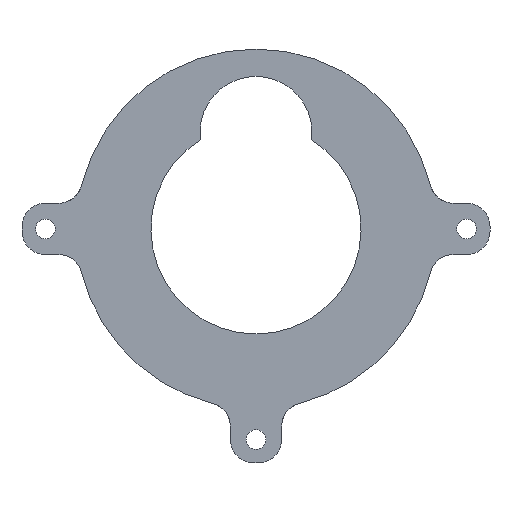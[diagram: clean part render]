
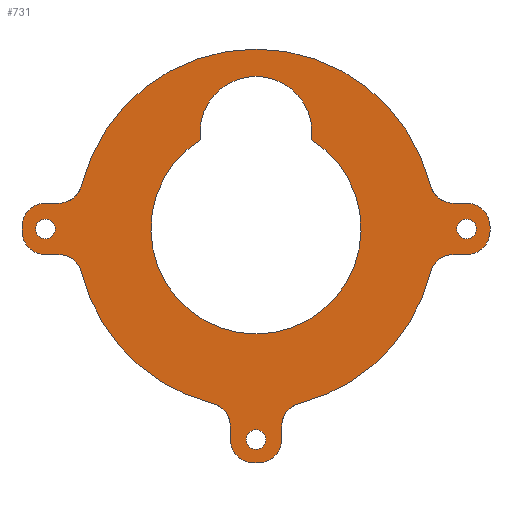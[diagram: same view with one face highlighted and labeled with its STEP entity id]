
A CAD part, front view. The second image highlights one B-rep face of the part: STEP entity #731.
In plain terms, the highlighted planar face has unit normal (0, -1, 0).
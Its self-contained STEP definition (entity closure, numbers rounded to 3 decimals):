
#23=FACE_BOUND('',#122,.T.);
#24=FACE_BOUND('',#123,.T.);
#25=FACE_BOUND('',#124,.T.);
#26=FACE_BOUND('',#125,.T.);
#43=PLANE('',#829);
#80=FACE_OUTER_BOUND('',#121,.T.);
#121=EDGE_LOOP('',(#646,#647,#648,#649,#650,#651,#652,#653,#654,#655,#656,
#657,#658,#659,#660,#661,#662,#663,#664,#665,#666,#667,#668,#669));
#122=EDGE_LOOP('',(#670));
#123=EDGE_LOOP('',(#671));
#124=EDGE_LOOP('',(#672));
#125=EDGE_LOOP('',(#673,#674));
#133=LINE('',#1098,#192);
#142=LINE('',#1133,#201);
#150=LINE('',#1165,#209);
#157=LINE('',#1186,#216);
#164=LINE('',#1206,#223);
#171=LINE('',#1232,#230);
#182=LINE('',#1270,#241);
#183=LINE('',#1272,#242);
#184=LINE('',#1274,#243);
#192=VECTOR('',#866,10.);
#201=VECTOR('',#899,10.);
#209=VECTOR('',#931,10.);
#216=VECTOR('',#952,10.);
#223=VECTOR('',#971,10.);
#230=VECTOR('',#1002,10.);
#241=VECTOR('',#1051,10.);
#242=VECTOR('',#1054,10.);
#243=VECTOR('',#1057,10.);
#246=CIRCLE('',#750,5.);
#247=CIRCLE('',#752,38.5);
#250=CIRCLE('',#756,5.);
#254=CIRCLE('',#762,5.);
#256=CIRCLE('',#765,38.5);
#258=CIRCLE('',#768,5.);
#262=CIRCLE('',#774,5.);
#264=CIRCLE('',#777,38.5);
#266=CIRCLE('',#780,5.);
#269=CIRCLE('',#785,5.);
#272=CIRCLE('',#791,5.);
#274=CIRCLE('',#794,5.);
#277=CIRCLE('',#800,5.);
#279=CIRCLE('',#803,5.);
#282=CIRCLE('',#809,5.);
#283=CIRCLE('',#811,2.1);
#284=CIRCLE('',#813,2.1);
#285=CIRCLE('',#815,2.1);
#288=CIRCLE('',#823,22.5);
#289=CIRCLE('',#825,12.);
#294=VERTEX_POINT('',#1072);
#295=VERTEX_POINT('',#1074);
#296=VERTEX_POINT('',#1078);
#300=VERTEX_POINT('',#1087);
#301=VERTEX_POINT('',#1089);
#304=VERTEX_POINT('',#1097);
#310=VERTEX_POINT('',#1110);
#311=VERTEX_POINT('',#1112);
#314=VERTEX_POINT('',#1122);
#315=VERTEX_POINT('',#1124);
#318=VERTEX_POINT('',#1132);
#324=VERTEX_POINT('',#1145);
#325=VERTEX_POINT('',#1147);
#327=VERTEX_POINT('',#1156);
#330=VERTEX_POINT('',#1164);
#333=VERTEX_POINT('',#1172);
#337=VERTEX_POINT('',#1185);
#338=VERTEX_POINT('',#1189);
#341=VERTEX_POINT('',#1196);
#342=VERTEX_POINT('',#1198);
#344=VERTEX_POINT('',#1204);
#347=VERTEX_POINT('',#1218);
#351=VERTEX_POINT('',#1231);
#352=VERTEX_POINT('',#1235);
#353=VERTEX_POINT('',#1239);
#354=VERTEX_POINT('',#1243);
#355=VERTEX_POINT('',#1247);
#358=VERTEX_POINT('',#1262);
#359=VERTEX_POINT('',#1263);
#364=EDGE_CURVE('',#294,#295,#246,.T.);
#366=EDGE_CURVE('',#295,#296,#247,.T.);
#371=EDGE_CURVE('',#300,#301,#250,.T.);
#375=EDGE_CURVE('',#301,#304,#133,.T.);
#382=EDGE_CURVE('',#310,#311,#254,.T.);
#385=EDGE_CURVE('',#311,#300,#256,.T.);
#388=EDGE_CURVE('',#314,#315,#258,.T.);
#392=EDGE_CURVE('',#318,#315,#142,.T.);
#399=EDGE_CURVE('',#324,#325,#262,.T.);
#402=EDGE_CURVE('',#325,#314,#264,.T.);
#404=EDGE_CURVE('',#296,#327,#266,.T.);
#408=EDGE_CURVE('',#330,#327,#150,.T.);
#412=EDGE_CURVE('',#330,#333,#269,.T.);
#419=EDGE_CURVE('',#337,#333,#157,.T.);
#421=EDGE_CURVE('',#337,#338,#272,.T.);
#425=EDGE_CURVE('',#341,#342,#274,.T.);
#429=EDGE_CURVE('',#344,#341,#164,.T.);
#434=EDGE_CURVE('',#304,#344,#277,.T.);
#436=EDGE_CURVE('',#318,#347,#279,.T.);
#443=EDGE_CURVE('',#351,#347,#171,.T.);
#445=EDGE_CURVE('',#351,#352,#282,.T.);
#448=EDGE_CURVE('',#353,#353,#283,.T.);
#450=EDGE_CURVE('',#354,#354,#284,.T.);
#452=EDGE_CURVE('',#355,#355,#285,.T.);
#458=EDGE_CURVE('',#358,#359,#288,.T.);
#461=EDGE_CURVE('',#359,#358,#289,.T.);
#462=EDGE_CURVE('',#310,#352,#182,.T.);
#463=EDGE_CURVE('',#324,#338,#183,.T.);
#464=EDGE_CURVE('',#342,#294,#184,.T.);
#646=ORIENTED_EDGE('',*,*,#412,.F.);
#647=ORIENTED_EDGE('',*,*,#408,.T.);
#648=ORIENTED_EDGE('',*,*,#404,.F.);
#649=ORIENTED_EDGE('',*,*,#366,.F.);
#650=ORIENTED_EDGE('',*,*,#364,.F.);
#651=ORIENTED_EDGE('',*,*,#464,.F.);
#652=ORIENTED_EDGE('',*,*,#425,.F.);
#653=ORIENTED_EDGE('',*,*,#429,.F.);
#654=ORIENTED_EDGE('',*,*,#434,.F.);
#655=ORIENTED_EDGE('',*,*,#375,.F.);
#656=ORIENTED_EDGE('',*,*,#371,.F.);
#657=ORIENTED_EDGE('',*,*,#385,.F.);
#658=ORIENTED_EDGE('',*,*,#382,.F.);
#659=ORIENTED_EDGE('',*,*,#462,.T.);
#660=ORIENTED_EDGE('',*,*,#445,.F.);
#661=ORIENTED_EDGE('',*,*,#443,.T.);
#662=ORIENTED_EDGE('',*,*,#436,.F.);
#663=ORIENTED_EDGE('',*,*,#392,.T.);
#664=ORIENTED_EDGE('',*,*,#388,.F.);
#665=ORIENTED_EDGE('',*,*,#402,.F.);
#666=ORIENTED_EDGE('',*,*,#399,.F.);
#667=ORIENTED_EDGE('',*,*,#463,.T.);
#668=ORIENTED_EDGE('',*,*,#421,.F.);
#669=ORIENTED_EDGE('',*,*,#419,.T.);
#670=ORIENTED_EDGE('',*,*,#448,.T.);
#671=ORIENTED_EDGE('',*,*,#450,.T.);
#672=ORIENTED_EDGE('',*,*,#452,.T.);
#673=ORIENTED_EDGE('',*,*,#461,.F.);
#674=ORIENTED_EDGE('',*,*,#458,.F.);
#731=ADVANCED_FACE('',(#80,#23,#24,#25,#26),#43,.F.);
#750=AXIS2_PLACEMENT_3D('',#1075,#843,#844);
#752=AXIS2_PLACEMENT_3D('',#1079,#848,#849);
#756=AXIS2_PLACEMENT_3D('',#1090,#858,#859);
#762=AXIS2_PLACEMENT_3D('',#1113,#877,#878);
#765=AXIS2_PLACEMENT_3D('',#1117,#884,#885);
#768=AXIS2_PLACEMENT_3D('',#1125,#891,#892);
#774=AXIS2_PLACEMENT_3D('',#1148,#910,#911);
#777=AXIS2_PLACEMENT_3D('',#1152,#917,#918);
#780=AXIS2_PLACEMENT_3D('',#1157,#923,#924);
#785=AXIS2_PLACEMENT_3D('',#1173,#938,#939);
#791=AXIS2_PLACEMENT_3D('',#1190,#956,#957);
#794=AXIS2_PLACEMENT_3D('',#1199,#964,#965);
#800=AXIS2_PLACEMENT_3D('',#1214,#982,#983);
#803=AXIS2_PLACEMENT_3D('',#1219,#988,#989);
#809=AXIS2_PLACEMENT_3D('',#1236,#1006,#1007);
#811=AXIS2_PLACEMENT_3D('',#1241,#1012,#1013);
#813=AXIS2_PLACEMENT_3D('',#1245,#1017,#1018);
#815=AXIS2_PLACEMENT_3D('',#1249,#1022,#1023);
#823=AXIS2_PLACEMENT_3D('',#1264,#1041,#1042);
#825=AXIS2_PLACEMENT_3D('',#1268,#1047,#1048);
#829=AXIS2_PLACEMENT_3D('',#1275,#1058,#1059);
#843=DIRECTION('center_axis',(0.,-1.,0.));
#844=DIRECTION('ref_axis',(0.616,0.,-0.788));
#848=DIRECTION('center_axis',(0.,1.,0.));
#849=DIRECTION('ref_axis',(1.,0.,0.));
#858=DIRECTION('center_axis',(0.,-1.,0.));
#859=DIRECTION('ref_axis',(0.616,0.,0.788));
#866=DIRECTION('',(-1.,0.,0.));
#877=DIRECTION('center_axis',(0.,-1.,0.));
#878=DIRECTION('ref_axis',(0.788,0.,0.616));
#884=DIRECTION('center_axis',(0.,1.,0.));
#885=DIRECTION('ref_axis',(1.,0.,0.));
#891=DIRECTION('center_axis',(0.,-1.,0.));
#892=DIRECTION('ref_axis',(-0.788,0.,0.616));
#899=DIRECTION('',(0.,0.,1.));
#910=DIRECTION('center_axis',(0.,-1.,0.));
#911=DIRECTION('ref_axis',(-0.616,0.,0.788));
#917=DIRECTION('center_axis',(0.,1.,0.));
#918=DIRECTION('ref_axis',(1.,0.,0.));
#923=DIRECTION('center_axis',(0.,-1.,0.));
#924=DIRECTION('ref_axis',(-0.616,0.,-0.788));
#931=DIRECTION('',(-1.,0.,0.));
#938=DIRECTION('center_axis',(0.,1.,0.));
#939=DIRECTION('ref_axis',(0.707,0.,0.707));
#952=DIRECTION('',(0.,0.,1.));
#956=DIRECTION('center_axis',(0.,1.,0.));
#957=DIRECTION('ref_axis',(0.707,0.,-0.707));
#964=DIRECTION('center_axis',(0.,1.,0.));
#965=DIRECTION('ref_axis',(-0.707,0.,0.707));
#971=DIRECTION('',(0.,0.,1.));
#982=DIRECTION('center_axis',(0.,1.,0.));
#983=DIRECTION('ref_axis',(-0.707,0.,-0.707));
#988=DIRECTION('center_axis',(0.,1.,0.));
#989=DIRECTION('ref_axis',(0.707,0.,-0.707));
#1002=DIRECTION('',(1.,0.,0.));
#1006=DIRECTION('center_axis',(0.,1.,0.));
#1007=DIRECTION('ref_axis',(-0.707,0.,-0.707));
#1012=DIRECTION('center_axis',(0.,1.,0.));
#1013=DIRECTION('ref_axis',(1.,0.,0.));
#1017=DIRECTION('center_axis',(0.,1.,0.));
#1018=DIRECTION('ref_axis',(1.,0.,0.));
#1022=DIRECTION('center_axis',(0.,1.,0.));
#1023=DIRECTION('ref_axis',(1.,0.,0.));
#1041=DIRECTION('center_axis',(0.,-1.,0.));
#1042=DIRECTION('ref_axis',(1.,0.,0.));
#1047=DIRECTION('center_axis',(0.,-1.,0.));
#1048=DIRECTION('ref_axis',(1.,0.,0.));
#1051=DIRECTION('',(0.,0.,-1.));
#1054=DIRECTION('',(1.,0.,0.));
#1057=DIRECTION('',(1.,0.,0.));
#1058=DIRECTION('center_axis',(0.,1.,0.));
#1059=DIRECTION('ref_axis',(1.,0.,0.));
#1072=CARTESIAN_POINT('',(-42.214,0.,5.5));
#1074=CARTESIAN_POINT('',(-37.362,0.,9.293));
#1075=CARTESIAN_POINT('Origin',(-42.214,0.,10.5));
#1078=CARTESIAN_POINT('',(37.362,0.,9.293));
#1079=CARTESIAN_POINT('Origin',(0.,0.,0.));
#1087=CARTESIAN_POINT('',(-37.362,0.,-9.293));
#1089=CARTESIAN_POINT('',(-42.214,0.,-5.5));
#1090=CARTESIAN_POINT('Origin',(-42.214,0.,-10.5));
#1097=CARTESIAN_POINT('',(-45.105,0.,-5.5));
#1098=CARTESIAN_POINT('',(-38.105,0.,-5.5));
#1110=CARTESIAN_POINT('',(-5.5,0.,-42.214));
#1112=CARTESIAN_POINT('',(-9.293,0.,-37.362));
#1113=CARTESIAN_POINT('Origin',(-10.5,0.,-42.214));
#1117=CARTESIAN_POINT('Origin',(0.,0.,0.));
#1122=CARTESIAN_POINT('',(9.293,0.,-37.362));
#1124=CARTESIAN_POINT('',(5.5,0.,-42.214));
#1125=CARTESIAN_POINT('Origin',(10.5,0.,-42.214));
#1132=CARTESIAN_POINT('',(5.5,0.,-45.105));
#1133=CARTESIAN_POINT('',(5.5,0.,-50.105));
#1145=CARTESIAN_POINT('',(42.214,0.,-5.5));
#1147=CARTESIAN_POINT('',(37.362,0.,-9.293));
#1148=CARTESIAN_POINT('Origin',(42.214,0.,-10.5));
#1152=CARTESIAN_POINT('Origin',(0.,0.,0.));
#1156=CARTESIAN_POINT('',(42.214,0.,5.5));
#1157=CARTESIAN_POINT('Origin',(42.214,0.,10.5));
#1164=CARTESIAN_POINT('',(45.105,0.,5.5));
#1165=CARTESIAN_POINT('',(50.105,0.,5.5));
#1172=CARTESIAN_POINT('',(50.105,0.,0.5));
#1173=CARTESIAN_POINT('Origin',(45.105,0.,0.5));
#1185=CARTESIAN_POINT('',(50.105,0.,-0.5));
#1186=CARTESIAN_POINT('',(50.105,0.,-5.5));
#1189=CARTESIAN_POINT('',(45.105,0.,-5.5));
#1190=CARTESIAN_POINT('Origin',(45.105,0.,-0.5));
#1196=CARTESIAN_POINT('',(-50.105,0.,0.5));
#1198=CARTESIAN_POINT('',(-45.105,0.,5.5));
#1199=CARTESIAN_POINT('Origin',(-45.105,0.,0.5));
#1204=CARTESIAN_POINT('',(-50.105,0.,-0.5));
#1206=CARTESIAN_POINT('',(-50.105,0.,-5.5));
#1214=CARTESIAN_POINT('Origin',(-45.105,0.,-0.5));
#1218=CARTESIAN_POINT('',(0.5,0.,-50.105));
#1219=CARTESIAN_POINT('Origin',(0.5,0.,-45.105));
#1231=CARTESIAN_POINT('',(-0.5,0.,-50.105));
#1232=CARTESIAN_POINT('',(-5.5,0.,-50.105));
#1235=CARTESIAN_POINT('',(-5.5,0.,-45.105));
#1236=CARTESIAN_POINT('Origin',(-0.5,0.,-45.105));
#1239=CARTESIAN_POINT('',(-47.205,0.,0.));
#1241=CARTESIAN_POINT('Origin',(-45.105,0.,0.));
#1243=CARTESIAN_POINT('',(-2.1,0.,-45.105));
#1245=CARTESIAN_POINT('Origin',(0.,0.,-45.105));
#1247=CARTESIAN_POINT('',(43.005,0.,0.));
#1249=CARTESIAN_POINT('Origin',(45.105,0.,0.));
#1262=CARTESIAN_POINT('',(-11.898,0.,19.097));
#1263=CARTESIAN_POINT('',(11.898,0.,19.097));
#1264=CARTESIAN_POINT('Origin',(0.,0.,0.));
#1268=CARTESIAN_POINT('Origin',(0.,0.,20.655));
#1270=CARTESIAN_POINT('',(-5.5,0.,-38.105));
#1272=CARTESIAN_POINT('',(38.105,0.,-5.5));
#1274=CARTESIAN_POINT('',(-50.105,0.,5.5));
#1275=CARTESIAN_POINT('Origin',(0.,0.,-5.803));
